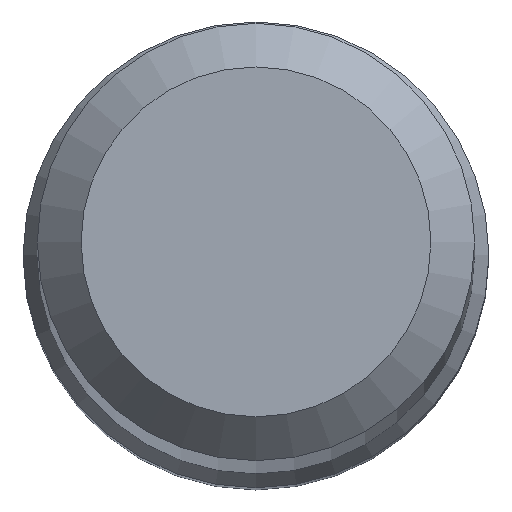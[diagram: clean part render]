
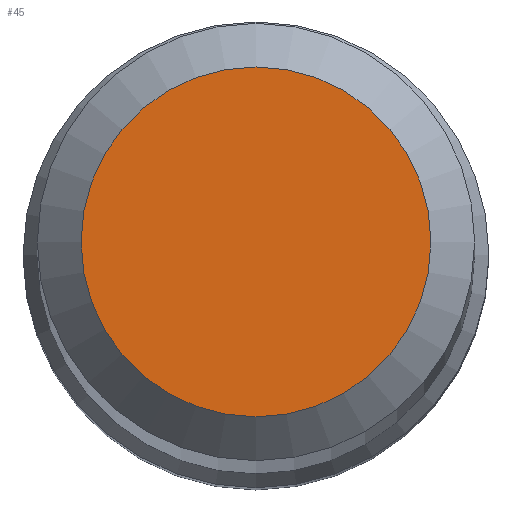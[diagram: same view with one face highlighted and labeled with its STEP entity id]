
A CAD part, top view. The second image highlights one B-rep face of the part: STEP entity #45.
In plain terms, the highlighted planar face has unit normal (0, 0, 1).
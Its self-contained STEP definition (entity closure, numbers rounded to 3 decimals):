
#8 = DIRECTION ( 'NONE',  ( 0., 0., -1. ) ) ;
#11 = DIRECTION ( 'NONE',  ( 0., 1., 0. ) ) ;
#24 = CIRCLE ( 'NONE', #60, 1.6 ) ;
#41 = EDGE_CURVE ( 'NONE', #57, #57, #24, .T. ) ;
#45 = ADVANCED_FACE ( 'NONE', ( #218 ), #53, .F. ) ;
#53 = PLANE ( 'NONE',  #160 ) ;
#57 = VERTEX_POINT ( 'NONE', #226 ) ;
#60 = AXIS2_PLACEMENT_3D ( 'NONE', #111, #125, #11 ) ;
#111 = CARTESIAN_POINT ( 'NONE',  ( 0., 0., 80. ) ) ;
#125 = DIRECTION ( 'NONE',  ( 0., 0., -1. ) ) ;
#128 = CARTESIAN_POINT ( 'NONE',  ( 0., 0., 80. ) ) ;
#153 = EDGE_LOOP ( 'NONE', ( #212 ) ) ;
#160 = AXIS2_PLACEMENT_3D ( 'NONE', #128, #8, #178 ) ;
#178 = DIRECTION ( 'NONE',  ( 0., 1., 0. ) ) ;
#212 = ORIENTED_EDGE ( 'NONE', *, *, #41, .F. ) ;
#218 = FACE_OUTER_BOUND ( 'NONE', #153, .T. ) ;
#226 = CARTESIAN_POINT ( 'NONE',  ( 0., 1.6, 80. ) ) ;
